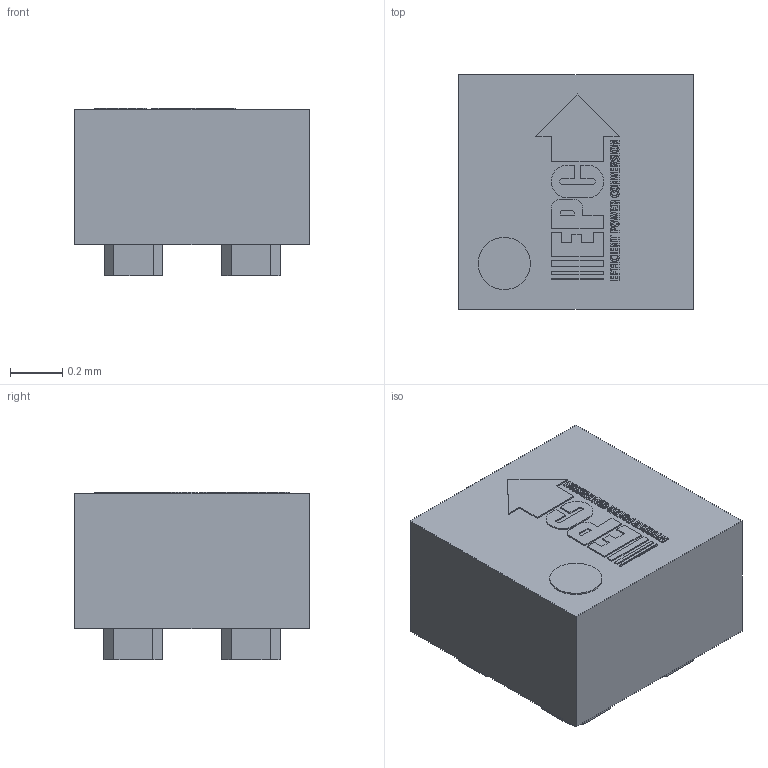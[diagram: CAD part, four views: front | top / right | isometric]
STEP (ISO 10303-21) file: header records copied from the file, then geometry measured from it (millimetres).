
FILE_DESCRIPTION(('FreeCAD Model'),'2;1');
FILE_NAME('Open CASCADE Shape Model','2024-10-23T07:18:38',(''),(''), 'Open CASCADE STEP processor 7.6','FreeCAD','Unknown');
FILE_SCHEMA(('AUTOMOTIVE_DESIGN { 1 0 10303 214 1 1 1 1 }'));
Length unit declared in the file: millimetre
Products named in the file (45): Unnamed; Designator138; EPClogo0_75mm; .75mm007; .75mm; .75mm001; .75mm002; .75mm003; .75mm004; .75mm005; .75mm006; Extrude024; Extrude; Extrude001; Extrude002; Extrude003; Extrude004; Extrude005; Extrude006; Extrude007; Extrude008; Extrude009; Extrude010; Extrude011; Extrude012; Extrude013; Extrude014; Extrude015; Extrude016; Extrude017; Extrude018; Extrude019; Extrude020; Extrude021; Extrude022; Extrude023; 6172053632; Extruded; 7262461344; Cylinder ...
Assembly tree (47 placements, depth 5):
  Unnamed
    Designator138
      EPClogo0_75mm
        .75mm007
          .75mm
          .75mm001
          .75mm002
          .75mm003
          .75mm004
          .75mm005
          .75mm006
        Extrude024
          Extrude
          Extrude001
          Extrude002
          Extrude003
          Extrude004
          Extrude005
          Extrude006
          Extrude007
          Extrude008
          Extrude009
          Extrude010
          Extrude011
          Extrude012
          Extrude013
          Extrude014
          Extrude015
          Extrude016
          Extrude017
          Extrude018
          Extrude019
          Extrude020
          Extrude021
          Extrude022
          Extrude023
      6172053632
        Extruded
      7262461344
        Cylinder
      6172050832
        Extruded001
      6172050832001
        Extruded001
      6172050832002
        Extruded001
      6172050832003
        Extruded001
Bounding box: 0.9 x 0.9 x 0.64 mm (x, y, z)
Volume: 0.4 mm3; surface area: 4.6 mm2
Topology: 37 solids, 37 shells, 532 faces, 1374 edges, 916 vertices
Faces by surface type: plane 276, bspline 151, extrusion 104, cylinder 1
Full cylindrical faces by diameter (mm): 0.2 x1
Entity records: 16290 total; most frequent: CARTESIAN_POINT 4520, ORIENTED_EDGE 2604, DIRECTION 1379, EDGE_CURVE 1302, VERTEX_POINT 868, VECTOR 785, B_SPLINE_CURVE_WITH_KNOTS 723, LINE 681
